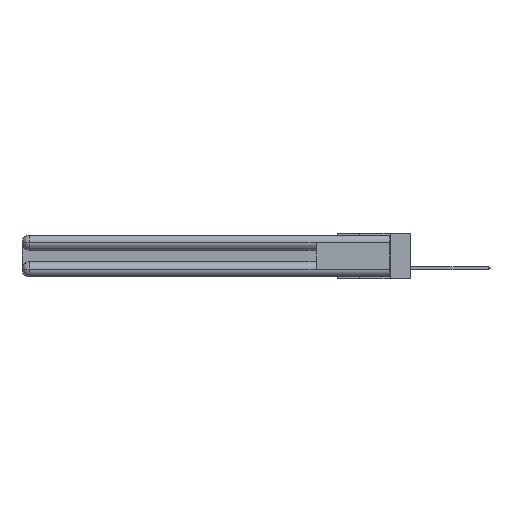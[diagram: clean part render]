
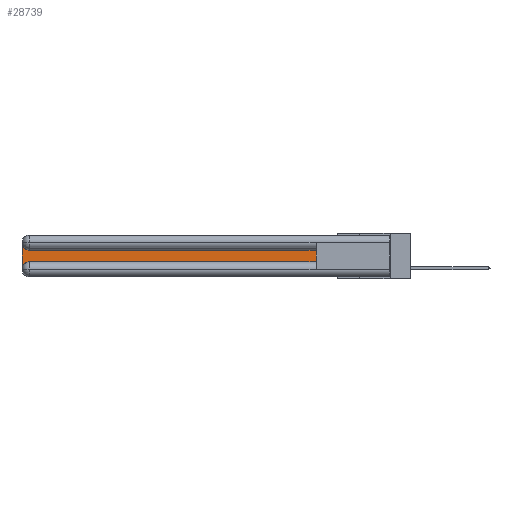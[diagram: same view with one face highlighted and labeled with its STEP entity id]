
A CAD part, left-side view. The second image highlights one B-rep face of the part: STEP entity #28739.
In plain terms, the highlighted planar face has unit normal (-1, 0, 0).
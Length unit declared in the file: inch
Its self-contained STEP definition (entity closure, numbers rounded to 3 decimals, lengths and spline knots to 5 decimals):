
#549 = CARTESIAN_POINT ( 'NONE',  ( 0.075, 0.6, -0.2175 ) ) ;
#1010 = VERTEX_POINT ( 'NONE', #28325 ) ;
#2323 = EDGE_CURVE ( 'NONE', #9033, #14876, #13800, .T. ) ;
#2925 = DIRECTION ( 'NONE',  ( 0., -1., 0. ) ) ;
#3382 = ORIENTED_EDGE ( 'NONE', *, *, #4737, .T. ) ;
#4112 = VECTOR ( 'NONE', #13966, 39.37008 ) ;
#4136 = PLANE ( 'NONE',  #29555 ) ;
#4737 = EDGE_CURVE ( 'NONE', #1010, #12330, #10298, .T. ) ;
#5674 = AXIS2_PLACEMENT_3D ( 'NONE', #10881, #16538, #29303 ) ;
#5810 = EDGE_LOOP ( 'NONE', ( #11512, #10593, #3382, #6898, #17928, #13678 ) ) ;
#6898 = ORIENTED_EDGE ( 'NONE', *, *, #18328, .T. ) ;
#6927 = CARTESIAN_POINT ( 'NONE',  ( 0.075, 2.94, -0.0625 ) ) ;
#8167 = EDGE_CURVE ( 'NONE', #16874, #1010, #24511, .T. ) ;
#9033 = VERTEX_POINT ( 'NONE', #24362 ) ;
#9134 = CARTESIAN_POINT ( 'NONE',  ( 0.075, 0.6, -0.2175 ) ) ;
#9642 = LINE ( 'NONE', #22741, #16195 ) ;
#10286 = CARTESIAN_POINT ( 'NONE',  ( 0.075, 0.6, -0.1225 ) ) ;
#10298 = LINE ( 'NONE', #27955, #4112 ) ;
#10593 = ORIENTED_EDGE ( 'NONE', *, *, #8167, .T. ) ;
#10881 = CARTESIAN_POINT ( 'NONE',  ( 0.075, 2.94, -0.2775 ) ) ;
#11422 = DIRECTION ( 'NONE',  ( 1., 0., 0. ) ) ;
#11512 = ORIENTED_EDGE ( 'NONE', *, *, #13559, .T. ) ;
#11985 = CARTESIAN_POINT ( 'NONE',  ( 0.075, 0.6, -0.1225 ) ) ;
#12330 = VERTEX_POINT ( 'NONE', #13259 ) ;
#12575 = LINE ( 'NONE', #10286, #23569 ) ;
#12753 = DIRECTION ( 'NONE',  ( 0., 1., 0. ) ) ;
#13259 = CARTESIAN_POINT ( 'NONE',  ( 0.075, 3., -0.2775 ) ) ;
#13559 = EDGE_CURVE ( 'NONE', #24875, #16874, #12575, .T. ) ;
#13678 = ORIENTED_EDGE ( 'NONE', *, *, #29270, .T. ) ;
#13800 = LINE ( 'NONE', #549, #27333 ) ;
#13966 = DIRECTION ( 'NONE',  ( 0., 0., -1. ) ) ;
#14876 = VERTEX_POINT ( 'NONE', #9134 ) ;
#15563 = CARTESIAN_POINT ( 'NONE',  ( 0.075, 3., -0.1225 ) ) ;
#16195 = VECTOR ( 'NONE', #22844, 39.37008 ) ;
#16538 = DIRECTION ( 'NONE',  ( 1., 0., 0. ) ) ;
#16874 = VERTEX_POINT ( 'NONE', #17978 ) ;
#17339 = CIRCLE ( 'NONE', #5674, 0.06 ) ;
#17928 = ORIENTED_EDGE ( 'NONE', *, *, #2323, .T. ) ;
#17978 = CARTESIAN_POINT ( 'NONE',  ( 0.075, 2.94, -0.1225 ) ) ;
#18328 = EDGE_CURVE ( 'NONE', #12330, #9033, #17339, .T. ) ;
#22741 = CARTESIAN_POINT ( 'NONE',  ( 0.075, 0.6, -0.2175 ) ) ;
#22844 = DIRECTION ( 'NONE',  ( 0., 0., 1. ) ) ;
#23022 = AXIS2_PLACEMENT_3D ( 'NONE', #6927, #11422, #23403 ) ;
#23058 = DIRECTION ( 'NONE',  ( 1., 0., 0. ) ) ;
#23403 = DIRECTION ( 'NONE',  ( 0., 0., -1. ) ) ;
#23569 = VECTOR ( 'NONE', #12753, 39.37008 ) ;
#23608 = FACE_OUTER_BOUND ( 'NONE', #5810, .T. ) ;
#24362 = CARTESIAN_POINT ( 'NONE',  ( 0.075, 2.94, -0.2175 ) ) ;
#24511 = CIRCLE ( 'NONE', #23022, 0.06 ) ;
#24875 = VERTEX_POINT ( 'NONE', #11985 ) ;
#25225 = DIRECTION ( 'NONE',  ( 0., 0., -1. ) ) ;
#27333 = VECTOR ( 'NONE', #2925, 39.37008 ) ;
#27955 = CARTESIAN_POINT ( 'NONE',  ( 0.075, 3., -0.2175 ) ) ;
#28325 = CARTESIAN_POINT ( 'NONE',  ( 0.075, 3., -0.0625 ) ) ;
#28739 = ADVANCED_FACE ( 'NONE', ( #23608 ), #4136, .F. ) ;
#29270 = EDGE_CURVE ( 'NONE', #14876, #24875, #9642, .T. ) ;
#29303 = DIRECTION ( 'NONE',  ( 0., 0., -1. ) ) ;
#29555 = AXIS2_PLACEMENT_3D ( 'NONE', #15563, #23058, #25225 ) ;
